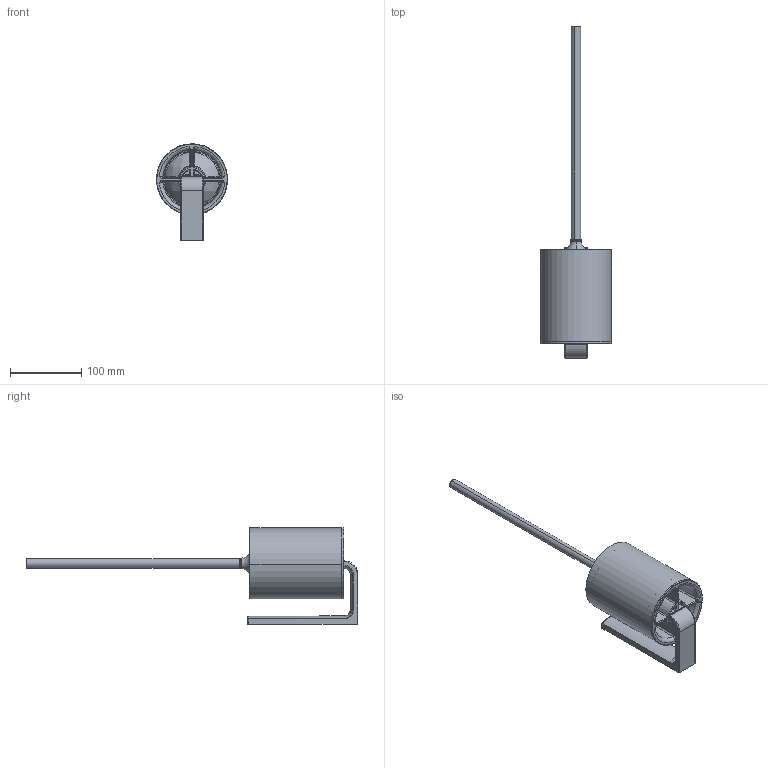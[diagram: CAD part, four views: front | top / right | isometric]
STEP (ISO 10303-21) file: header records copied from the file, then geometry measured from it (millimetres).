
FILE_DESCRIPTION (( 'STEP AP214' ), '1' );
FILE_NAME ('83900976ff_PM.STEP', '2024-02-26T07:28:42', ( '' ), ( '' ), 'SwSTEP 2.0', 'SolidWorks 2023', '' );
FILE_SCHEMA (( 'AUTOMOTIVE_DESIGN' ));
Length unit declared in the file: millimetre
Products named in the file (6): Planungsmodell_Buerstenkopf-+-08185060090_K1; Planungsmodell_Einsatz-+-08184024090_K1_132x98; Planungsmodell_Rohr-+-08230158190_K1_100x129; Planungsmodell_Griff-+-08209700690_K1_13x310; 83900976ff_PM; Planungsmodell_Halter-+-08179708321-1_K1_32_155
Assembly tree (5 placements, depth 2):
  83900976ff_PM
    Planungsmodell_Halter-+-08179708321-1_K1_32_155
    Planungsmodell_Einsatz-+-08184024090_K1_132x98
    Planungsmodell_Rohr-+-08230158190_K1_100x129
    Planungsmodell_Buerstenkopf-+-08185060090_K1
    Planungsmodell_Griff-+-08209700690_K1_13x310
Bounding box: 100 x 467 x 135.5 mm (x, y, z)
Volume: 494077.3 mm3; surface area: 263231 mm2
Topology: 5 solids, 6 shells, 569 faces, 1273 edges, 777 vertices
Faces by surface type: cone 248, bspline 145, cylinder 69, plane 57, sphere 44, torus 6
Entity records: 38492 total; most frequent: CARTESIAN_POINT 27550, ORIENTED_EDGE 2502, DIRECTION 1653, EDGE_CURVE 1251, VERTEX_POINT 777, B_SPLINE_CURVE_WITH_KNOTS 659, AXIS2_PLACEMENT_3D 657, EDGE_LOOP 654
